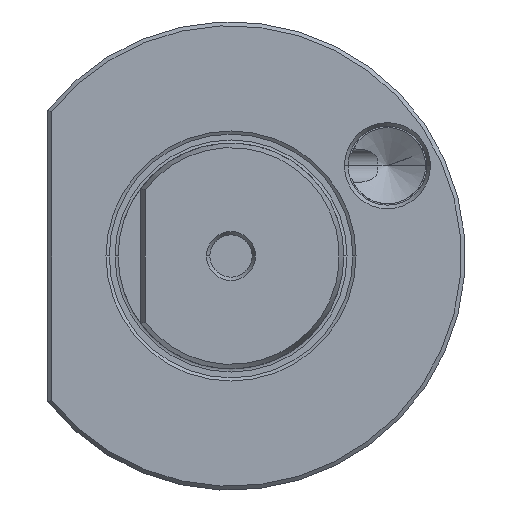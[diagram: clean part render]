
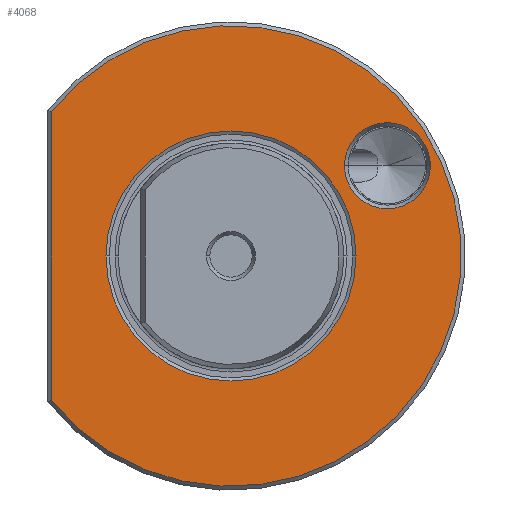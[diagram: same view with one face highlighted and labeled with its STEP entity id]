
A CAD part, left-side view. The second image highlights one B-rep face of the part: STEP entity #4068.
In plain terms, the highlighted planar face has unit normal (-1, 0, 0).
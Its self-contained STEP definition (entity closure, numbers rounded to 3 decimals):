
#63=CARTESIAN_POINT('',(-16.,31.8,-25.562));
#69=CARTESIAN_POINT('',(-16.,0.,0.));
#70=DIRECTION('',(-1.,0.,0.));
#71=DIRECTION('',(0.,0.779,-0.627));
#72=AXIS2_PLACEMENT_3D('',#69,#70,#71);
#78=CARTESIAN_POINT('',(-16.,31.8,25.562));
#85=CARTESIAN_POINT('',(-16.,-27.713,16.));
#86=DIRECTION('',(1.,0.,0.));
#87=DIRECTION('',(0.,1.,0.));
#88=AXIS2_PLACEMENT_3D('',#85,#86,#87);
#90=CARTESIAN_POINT('',(-16.,-27.713,16.));
#91=DIRECTION('',(1.,0.,0.));
#92=DIRECTION('',(0.,-1.,0.));
#93=AXIS2_PLACEMENT_3D('',#90,#91,#92);
#95=DIRECTION('',(0.,0.,-1.));
#96=VECTOR('',#95,51.123);
#97=CARTESIAN_POINT('',(-16.,31.8,25.562));
#98=LINE('',#97,#96);
#107=CARTESIAN_POINT('',(-16.,0.,0.));
#108=DIRECTION('',(-1.,0.,0.));
#109=DIRECTION('',(0.,1.,0.));
#110=AXIS2_PLACEMENT_3D('',#107,#108,#109);
#112=CARTESIAN_POINT('',(-16.,0.,0.));
#113=DIRECTION('',(1.,0.,0.));
#114=DIRECTION('',(0.,1.,0.));
#115=AXIS2_PLACEMENT_3D('',#112,#113,#114);
#3340=CARTESIAN_POINT('',(-16.,22.15,0.));
#3342=VERTEX_POINT('',#3340);
#3354=CARTESIAN_POINT('',(-16.,-22.15,0.));
#3356=VERTEX_POINT('',#3354);
#3374=CARTESIAN_POINT('',(-16.,-20.097,16.));
#3375=CARTESIAN_POINT('',(-16.,-35.329,16.));
#3376=VERTEX_POINT('',#3374);
#3377=VERTEX_POINT('',#3375);
#3470=VERTEX_POINT('',#63);
#3474=VERTEX_POINT('',#78);
#4047=CARTESIAN_POINT('',(-16.,0.,0.));
#4048=DIRECTION('',(1.,0.,0.));
#4049=DIRECTION('',(0.,-1.,0.));
#4050=AXIS2_PLACEMENT_3D('',#4047,#4048,#4049);
#4051=PLANE('',#4050);
#4052=ORIENTED_EDGE('',*,*,#4029,.F.);
#4053=ORIENTED_EDGE('',*,*,#4040,.F.);
#4054=EDGE_LOOP('',(#4052,#4053));
#4055=FACE_OUTER_BOUND('',#4054,.F.);
#4057=ORIENTED_EDGE('',*,*,#4056,.F.);
#4059=ORIENTED_EDGE('',*,*,#4058,.F.);
#4060=EDGE_LOOP('',(#4057,#4059));
#4061=FACE_BOUND('',#4060,.F.);
#4063=ORIENTED_EDGE('',*,*,#4062,.T.);
#4065=ORIENTED_EDGE('',*,*,#4064,.F.);
#4066=EDGE_LOOP('',(#4063,#4065));
#4067=FACE_BOUND('',#4066,.F.);
#4068=ADVANCED_FACE('',(#4055,#4061,#4067),#4051,.F.);
#73=CIRCLE('',#72,40.8);
#89=CIRCLE('',#88,7.616);
#94=CIRCLE('',#93,7.616);
#111=CIRCLE('',#110,22.15);
#116=CIRCLE('',#115,22.15);
#4029=EDGE_CURVE('',#3474,#3470,#98,.T.);
#4040=EDGE_CURVE('',#3470,#3474,#73,.T.);
#4056=EDGE_CURVE('',#3376,#3377,#89,.T.);
#4058=EDGE_CURVE('',#3377,#3376,#94,.T.);
#4062=EDGE_CURVE('',#3342,#3356,#111,.T.);
#4064=EDGE_CURVE('',#3342,#3356,#116,.T.);
